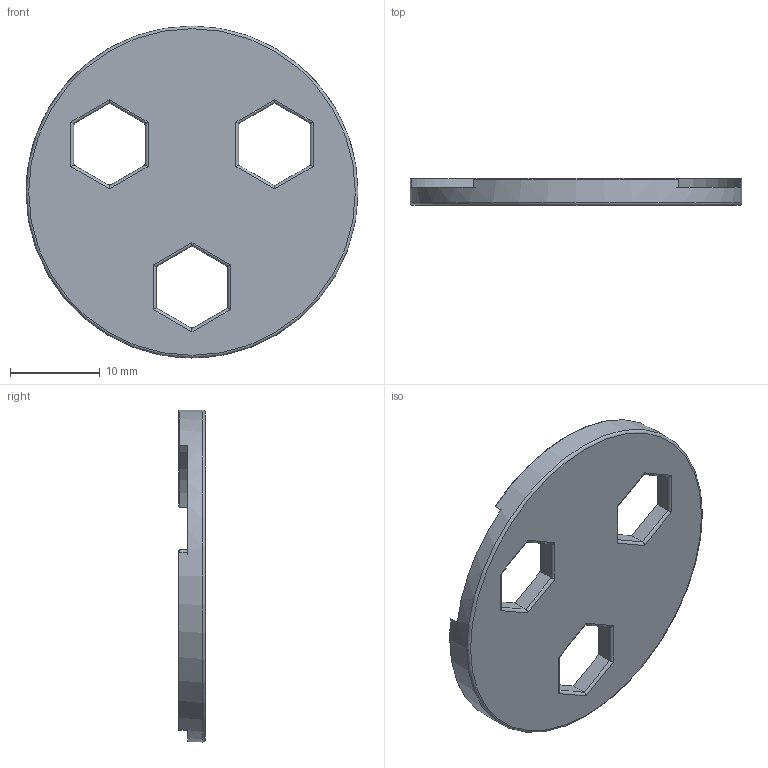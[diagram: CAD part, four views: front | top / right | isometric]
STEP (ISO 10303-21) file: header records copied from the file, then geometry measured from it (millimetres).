
FILE_DESCRIPTION(/* description */ (''),/* implementation_level */ '2;1');
FILE_NAME(/* name */ 'battery v1.step',/* time_stamp */ '2025-09-14T10:09:00+02:00',/* author */ (''),/* organization */ (''),/* preprocessor_version */ 'ST-DEVELOPER v20.1',/* originating_system */ 'Autodesk Translation Framework v14.17.0.0',/* authorisation */ '');
FILE_SCHEMA (('AUTOMOTIVE_DESIGN { 1 0 10303 214 3 1 1 }'));
Length unit declared in the file: millimetre
Products named in the file (1): battery
Bounding box: 37.01 x 3 x 37.01 mm (x, y, z)
Volume: 2092.8 mm3; surface area: 2367.5 mm2
Topology: 1 solids, 1 shells, 71 faces, 180 edges, 112 vertices
Faces by surface type: cylinder 28, plane 24, cone 12, torus 7
Full cylindrical faces by diameter (mm): 37.008 x1
Entity records: 2203 total; most frequent: CARTESIAN_POINT 490, ORIENTED_EDGE 360, DIRECTION 359, EDGE_CURVE 180, AXIS2_PLACEMENT_3D 137, VERTEX_POINT 112, LINE 85, VECTOR 85
